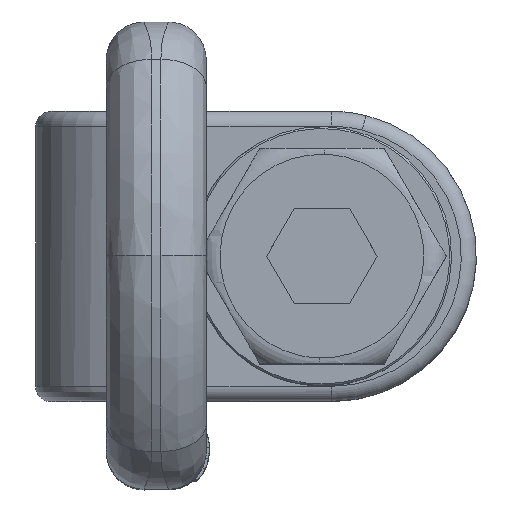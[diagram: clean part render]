
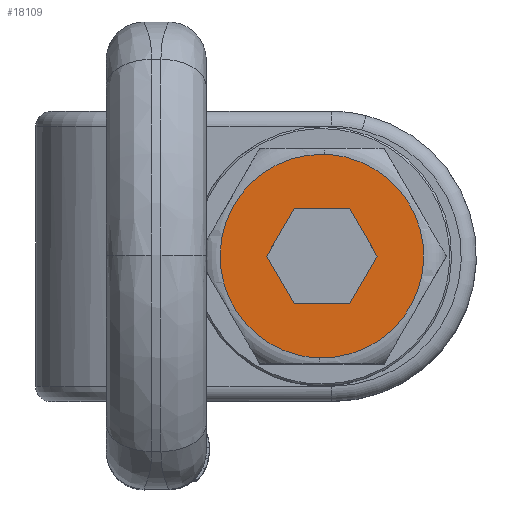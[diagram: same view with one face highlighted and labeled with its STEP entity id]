
A CAD part, top view. The second image highlights one B-rep face of the part: STEP entity #18109.
In plain terms, the highlighted face is planar.
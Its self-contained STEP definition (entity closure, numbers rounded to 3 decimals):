
#17591=CARTESIAN_POINT('Vertex',(0.5,0.,14.665)) ;
#17596=CARTESIAN_POINT('Line Origine',(0.5,-6.35,10.999)) ;
#17600=CARTESIAN_POINT('Vertex',(0.5,-12.7,7.332)) ;
#17674=CARTESIAN_POINT('Line Origine',(0.5,-12.7,0.)) ;
#17678=CARTESIAN_POINT('Vertex',(0.5,-12.7,-7.332)) ;
#17702=CARTESIAN_POINT('Vertex',(0.5,0.,-14.665)) ;
#17705=CARTESIAN_POINT('Line Origine',(0.5,-6.35,-10.999)) ;
#17726=CARTESIAN_POINT('Vertex',(0.5,12.7,-7.332)) ;
#17729=CARTESIAN_POINT('Line Origine',(0.5,6.35,-10.999)) ;
#17750=CARTESIAN_POINT('Vertex',(0.5,12.7,7.332)) ;
#17753=CARTESIAN_POINT('Line Origine',(0.5,12.7,0.)) ;
#17770=CARTESIAN_POINT('Line Origine',(0.5,6.35,10.999)) ;
#18036=CARTESIAN_POINT('Axis2P3D Location',(0.5,0.,0.)) ;
#18042=CARTESIAN_POINT('Control Point',(0.5,27.017,-0.638)) ;
#18043=CARTESIAN_POINT('Control Point',(0.5,27.077,1.914)) ;
#18044=CARTESIAN_POINT('Control Point',(0.5,26.836,4.473)) ;
#18045=CARTESIAN_POINT('Control Point',(0.5,26.293,6.991)) ;
#18046=CARTESIAN_POINT('Control Point',(0.5,24.622,11.852)) ;
#18047=CARTESIAN_POINT('Control Point',(0.5,21.864,16.191)) ;
#18048=CARTESIAN_POINT('Control Point',(0.5,20.234,18.187)) ;
#18049=CARTESIAN_POINT('Control Point',(0.5,16.534,21.756)) ;
#18050=CARTESIAN_POINT('Control Point',(0.5,12.104,24.366)) ;
#18051=CARTESIAN_POINT('Control Point',(0.5,9.744,25.401)) ;
#18052=CARTESIAN_POINT('Control Point',(0.5,4.825,26.896)) ;
#18053=CARTESIAN_POINT('Control Point',(0.5,-0.307,27.205)) ;
#18054=CARTESIAN_POINT('Control Point',(0.5,-2.879,27.054)) ;
#18055=CARTESIAN_POINT('Control Point',(0.5,-7.94,26.147)) ;
#18056=CARTESIAN_POINT('Control Point',(0.5,-12.65,24.086)) ;
#18057=CARTESIAN_POINT('Control Point',(0.5,-14.872,22.782)) ;
#18058=CARTESIAN_POINT('Control Point',(0.5,-18.966,19.672)) ;
#18059=CARTESIAN_POINT('Control Point',(0.5,-22.224,15.694)) ;
#18060=CARTESIAN_POINT('Control Point',(0.5,-23.609,13.521)) ;
#18061=CARTESIAN_POINT('Control Point',(0.5,-25.451,9.696)) ;
#18062=CARTESIAN_POINT('Control Point',(0.5,-26.516,5.604)) ;
#18063=CARTESIAN_POINT('Control Point',(0.5,-26.811,3.96)) ;
#18064=CARTESIAN_POINT('Control Point',(0.5,-26.978,2.3)) ;
#18065=CARTESIAN_POINT('Control Point',(0.5,-27.017,0.638)) ;
#18066=CARTESIAN_POINT('Vertex',(0.5,27.017,-0.638)) ;
#18068=CARTESIAN_POINT('Vertex',(0.5,-27.017,0.638)) ;
#18072=CARTESIAN_POINT('Control Point',(0.5,-27.017,0.638)) ;
#18073=CARTESIAN_POINT('Control Point',(0.5,-27.077,-1.914)) ;
#18074=CARTESIAN_POINT('Control Point',(0.5,-26.836,-4.473)) ;
#18075=CARTESIAN_POINT('Control Point',(0.5,-26.293,-6.991)) ;
#18076=CARTESIAN_POINT('Control Point',(0.5,-24.622,-11.852)) ;
#18077=CARTESIAN_POINT('Control Point',(0.5,-21.864,-16.191)) ;
#18078=CARTESIAN_POINT('Control Point',(0.5,-20.234,-18.187)) ;
#18079=CARTESIAN_POINT('Control Point',(0.5,-16.534,-21.756)) ;
#18080=CARTESIAN_POINT('Control Point',(0.5,-12.104,-24.366)) ;
#18081=CARTESIAN_POINT('Control Point',(0.5,-9.744,-25.401)) ;
#18082=CARTESIAN_POINT('Control Point',(0.5,-4.825,-26.896)) ;
#18083=CARTESIAN_POINT('Control Point',(0.5,0.307,-27.205)) ;
#18084=CARTESIAN_POINT('Control Point',(0.5,2.879,-27.054)) ;
#18085=CARTESIAN_POINT('Control Point',(0.5,7.94,-26.147)) ;
#18086=CARTESIAN_POINT('Control Point',(0.5,12.65,-24.086)) ;
#18087=CARTESIAN_POINT('Control Point',(0.5,14.872,-22.782)) ;
#18088=CARTESIAN_POINT('Control Point',(0.5,18.966,-19.672)) ;
#18089=CARTESIAN_POINT('Control Point',(0.5,22.224,-15.694)) ;
#18090=CARTESIAN_POINT('Control Point',(0.5,23.609,-13.521)) ;
#18091=CARTESIAN_POINT('Control Point',(0.5,25.451,-9.696)) ;
#18092=CARTESIAN_POINT('Control Point',(0.5,26.516,-5.604)) ;
#18093=CARTESIAN_POINT('Control Point',(0.5,26.811,-3.96)) ;
#18094=CARTESIAN_POINT('Control Point',(0.5,26.978,-2.3)) ;
#18095=CARTESIAN_POINT('Control Point',(0.5,27.017,-0.638)) ;
#17597=DIRECTION('Vector Direction',(0.,-0.866,-0.5)) ;
#17675=DIRECTION('Vector Direction',(0.,0.,-1.)) ;
#17706=DIRECTION('Vector Direction',(0.,0.866,-0.5)) ;
#17730=DIRECTION('Vector Direction',(0.,0.866,0.5)) ;
#17754=DIRECTION('Vector Direction',(0.,0.,1.)) ;
#17771=DIRECTION('Vector Direction',(0.,-0.866,0.5)) ;
#18037=DIRECTION('Axis2P3D Direction',(-1.,0.,0.)) ;
#18038=DIRECTION('Axis2P3D XDirection',(0.,0.,1.)) ;
#18039=AXIS2_PLACEMENT_3D('Plane Axis2P3D',#18036,#18037,#18038) ;
#18098=ORIENTED_EDGE('',*,*,#18070,.T.) ;
#18099=ORIENTED_EDGE('',*,*,#18096,.T.) ;
#18102=ORIENTED_EDGE('',*,*,#17774,.F.) ;
#18103=ORIENTED_EDGE('',*,*,#17757,.F.) ;
#18104=ORIENTED_EDGE('',*,*,#17733,.F.) ;
#18105=ORIENTED_EDGE('',*,*,#17709,.F.) ;
#18106=ORIENTED_EDGE('',*,*,#17680,.F.) ;
#18107=ORIENTED_EDGE('',*,*,#17602,.F.) ;
#18108=FACE_BOUND('',#18101,.T.) ;
#17598=VECTOR('Line Direction',#17597,1.) ;
#17676=VECTOR('Line Direction',#17675,1.) ;
#17707=VECTOR('Line Direction',#17706,1.) ;
#17731=VECTOR('Line Direction',#17730,1.) ;
#17755=VECTOR('Line Direction',#17754,1.) ;
#17772=VECTOR('Line Direction',#17771,1.) ;
#18109=ADVANCED_FACE('\X2\672C9AD4\X0\.2',(#18100,#18108),#18040,.F.) ;
#18041=B_SPLINE_CURVE_WITH_KNOTS('',5,(#18042,#18043,#18044,#18045,#18046,#18047,#18048,#18049,#18050,#18051,#18052,#18053,#18054,#18055,#18056,#18057,#18058,#18059,#18060,#18061,#18062,#18063,#18064,#18065),.UNSPECIFIED.,.F.,.U.,(6,3,3,3,3,3,3,6),(0.,18.047,36.099,54.15,72.202,90.253,108.305,120.065),.UNSPECIFIED.) ;
#18071=B_SPLINE_CURVE_WITH_KNOTS('',5,(#18072,#18073,#18074,#18075,#18076,#18077,#18078,#18079,#18080,#18081,#18082,#18083,#18084,#18085,#18086,#18087,#18088,#18089,#18090,#18091,#18092,#18093,#18094,#18095),.UNSPECIFIED.,.F.,.U.,(6,3,3,3,3,3,3,6),(0.,18.047,36.099,54.15,72.202,90.253,108.305,120.065),.UNSPECIFIED.) ;
#17602=EDGE_CURVE('',#17592,#17601,#17599,.T.) ;
#17680=EDGE_CURVE('',#17601,#17679,#17677,.T.) ;
#17709=EDGE_CURVE('',#17679,#17703,#17708,.T.) ;
#17733=EDGE_CURVE('',#17703,#17727,#17732,.T.) ;
#17757=EDGE_CURVE('',#17727,#17751,#17756,.T.) ;
#17774=EDGE_CURVE('',#17751,#17592,#17773,.T.) ;
#18070=EDGE_CURVE('',#18067,#18069,#18041,.T.) ;
#18096=EDGE_CURVE('',#18069,#18067,#18071,.T.) ;
#18097=EDGE_LOOP('',(#18098,#18099)) ;
#18101=EDGE_LOOP('',(#18102,#18103,#18104,#18105,#18106,#18107)) ;
#18100=FACE_OUTER_BOUND('',#18097,.T.) ;
#17599=LINE('Line',#17596,#17598) ;
#17677=LINE('Line',#17674,#17676) ;
#17708=LINE('Line',#17705,#17707) ;
#17732=LINE('Line',#17729,#17731) ;
#17756=LINE('Line',#17753,#17755) ;
#17773=LINE('Line',#17770,#17772) ;
#18040=PLANE('',#18039) ;
#17592=VERTEX_POINT('',#17591) ;
#17601=VERTEX_POINT('',#17600) ;
#17679=VERTEX_POINT('',#17678) ;
#17703=VERTEX_POINT('',#17702) ;
#17727=VERTEX_POINT('',#17726) ;
#17751=VERTEX_POINT('',#17750) ;
#18067=VERTEX_POINT('',#18066) ;
#18069=VERTEX_POINT('',#18068) ;
